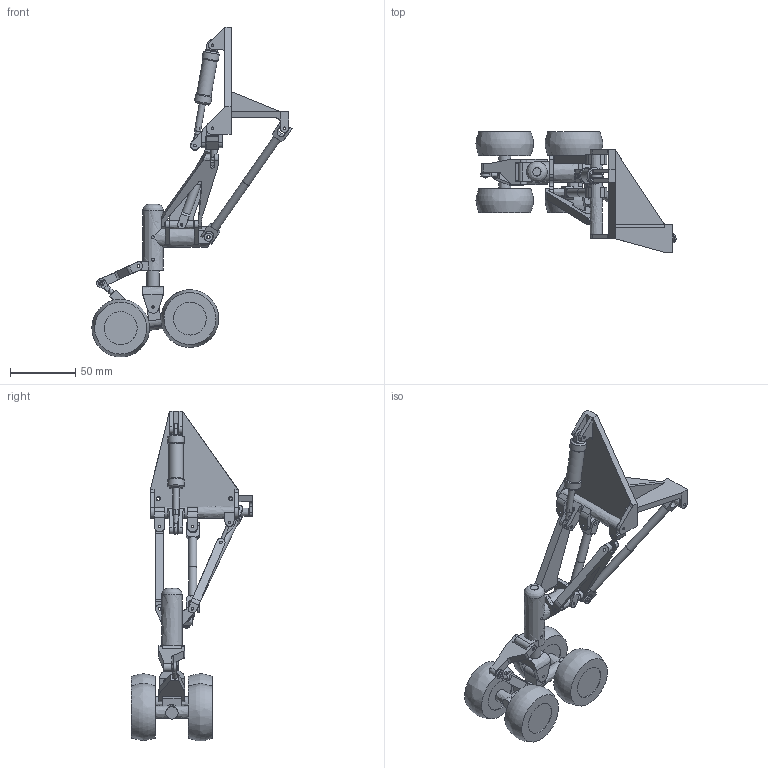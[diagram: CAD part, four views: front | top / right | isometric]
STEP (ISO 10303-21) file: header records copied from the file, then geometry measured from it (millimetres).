
FILE_DESCRIPTION(('FreeCAD Model'),'2;1');
FILE_NAME('Open CASCADE Shape Model','2025-04-27T04:23:53',('FreeCAD'),( 'FreeCAD'),'Open CASCADE STEP processor 7.6','FreeCAD','Unknown');
FILE_SCHEMA(('AUTOMOTIVE_DESIGN { 1 0 10303 214 1 1 1 1 }'));
Length unit declared in the file: millimetre
Products named in the file (1): Open CASCADE STEP translator 7.6 1
Bounding box: 152.83 x 92.43 x 251.81 mm (x, y, z)
Volume: 194298.7 mm3; surface area: 77522.9 mm2
Topology: 33 solids, 33 shells, 586 faces, 1411 edges, 917 vertices
Faces by surface type: bspline 586
Entity records: 18601 total; most frequent: CARTESIAN_POINT 10124, ORIENTED_EDGE 2818, EDGE_CURVE 1409, VERTEX_POINT 923, B_SPLINE_CURVE_WITH_KNOTS 845, FACE_BOUND 750, EDGE_LOOP 744, ADVANCED_FACE 580
